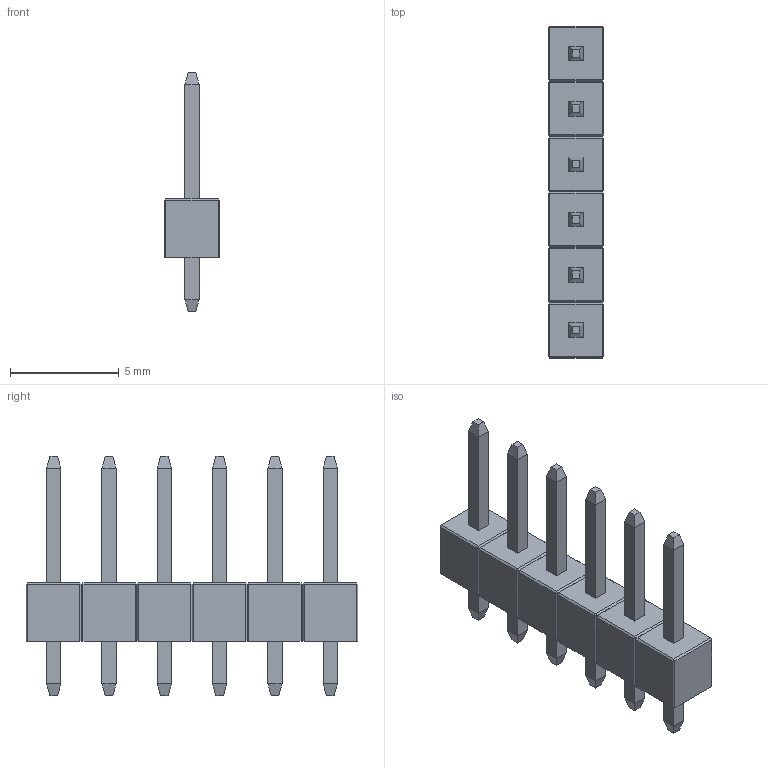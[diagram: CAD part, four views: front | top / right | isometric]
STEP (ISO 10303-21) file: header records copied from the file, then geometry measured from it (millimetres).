
FILE_DESCRIPTION (( 'STEP AP214' ), '1' );
FILE_NAME ('Header 6.STEP', '2025-11-23T15:52:59', ( '' ), ( '' ), 'SwSTEP 2.0', 'SolidWorks 2024', '' );
FILE_SCHEMA (( 'AUTOMOTIVE_DESIGN' ));
Length unit declared in the file: millimetre
Products named in the file (1): Header 6
Bounding box: 2.54 x 15.24 x 11 mm (x, y, z)
Volume: 124.1 mm3; surface area: 443 mm2
Topology: 12 solids, 12 shells, 216 faces, 456 edges, 264 vertices
Faces by surface type: plane 216
Entity records: 8022 total; most frequent: CARTESIAN_POINT 937, ORIENTED_EDGE 912, DIRECTION 890, EDGE_CURVE 456, LINE 456, VECTOR 456, VERTEX_POINT 264, UNCERTAINTY_MEASURE_WITH_UNIT 229
